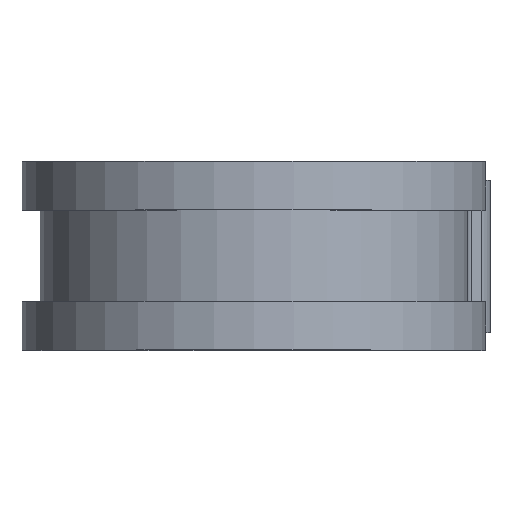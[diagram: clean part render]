
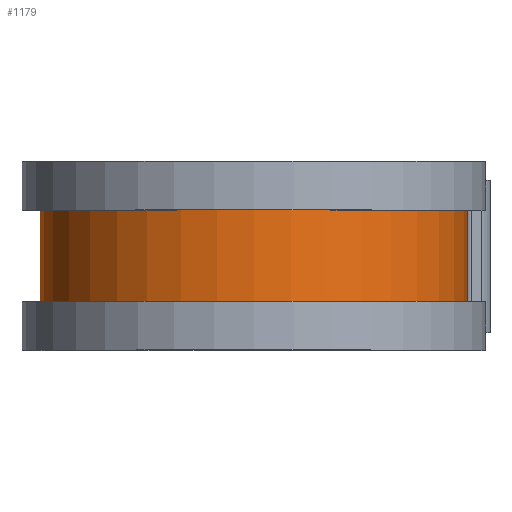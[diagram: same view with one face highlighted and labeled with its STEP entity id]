
A CAD part, top view. The second image highlights one B-rep face of the part: STEP entity #1179.
In plain terms, the highlighted cylindrical face has radius 17.818 mm (diameter 35.636 mm), a partial arc.
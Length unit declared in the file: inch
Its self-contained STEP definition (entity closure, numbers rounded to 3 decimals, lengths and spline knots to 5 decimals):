
#72 = CARTESIAN_POINT ( 'NONE',  ( 0.7015, 0.25, 0. ) ) ;
#77 = ORIENTED_EDGE ( 'NONE', *, *, #856, .T. ) ;
#124 = LINE ( 'NONE', #72, #1522 ) ;
#171 = CARTESIAN_POINT ( 'NONE',  ( 0., 0.25, -0.7015 ) ) ;
#283 = AXIS2_PLACEMENT_3D ( 'NONE', #1462, #674, #534 ) ;
#315 = DIRECTION ( 'NONE',  ( 0., -1., 0. ) ) ;
#330 = CARTESIAN_POINT ( 'NONE',  ( 0., 0.15, 0. ) ) ;
#340 = ORIENTED_EDGE ( 'NONE', *, *, #609, .F. ) ;
#355 = CARTESIAN_POINT ( 'NONE',  ( 0.7015, 0.15, 0. ) ) ;
#370 = CARTESIAN_POINT ( 'NONE',  ( 0., -0.15, 0. ) ) ;
#395 = LINE ( 'NONE', #171, #1726 ) ;
#415 = CIRCLE ( 'NONE', #858, 0.7015 ) ;
#443 = CARTESIAN_POINT ( 'NONE',  ( 0., -0.15, -0.7015 ) ) ;
#471 = DIRECTION ( 'NONE',  ( 0., 0., -1. ) ) ;
#501 = VERTEX_POINT ( 'NONE', #355 ) ;
#513 = DIRECTION ( 'NONE',  ( 0., 0., -1. ) ) ;
#522 = EDGE_CURVE ( 'NONE', #501, #1470, #124, .T. ) ;
#527 = AXIS2_PLACEMENT_3D ( 'NONE', #370, #1311, #513 ) ;
#534 = DIRECTION ( 'NONE',  ( 0., 0., -1. ) ) ;
#609 = EDGE_CURVE ( 'NONE', #1470, #1430, #785, .T. ) ;
#618 = FACE_OUTER_BOUND ( 'NONE', #822, .T. ) ;
#674 = DIRECTION ( 'NONE',  ( 0., -1., 0. ) ) ;
#785 = CIRCLE ( 'NONE', #527, 0.7015 ) ;
#822 = EDGE_LOOP ( 'NONE', ( #1168, #912, #77, #340 ) ) ;
#842 = CARTESIAN_POINT ( 'NONE',  ( 0.7015, -0.15, 0. ) ) ;
#856 = EDGE_CURVE ( 'NONE', #1210, #1430, #395, .T. ) ;
#858 = AXIS2_PLACEMENT_3D ( 'NONE', #330, #1275, #471 ) ;
#912 = ORIENTED_EDGE ( 'NONE', *, *, #1617, .T. ) ;
#932 = CYLINDRICAL_SURFACE ( 'NONE', #283, 0.7015 ) ;
#1168 = ORIENTED_EDGE ( 'NONE', *, *, #522, .F. ) ;
#1179 = ADVANCED_FACE ( 'NONE', ( #618 ), #932, .T. ) ;
#1210 = VERTEX_POINT ( 'NONE', #1467 ) ;
#1275 = DIRECTION ( 'NONE',  ( 0., -1., 0. ) ) ;
#1296 = DIRECTION ( 'NONE',  ( 0., -1., 0. ) ) ;
#1311 = DIRECTION ( 'NONE',  ( 0., -1., 0. ) ) ;
#1430 = VERTEX_POINT ( 'NONE', #443 ) ;
#1462 = CARTESIAN_POINT ( 'NONE',  ( 0., 0.25, 0. ) ) ;
#1467 = CARTESIAN_POINT ( 'NONE',  ( 0., 0.15, -0.7015 ) ) ;
#1470 = VERTEX_POINT ( 'NONE', #842 ) ;
#1522 = VECTOR ( 'NONE', #1296, 39.37008 ) ;
#1617 = EDGE_CURVE ( 'NONE', #501, #1210, #415, .T. ) ;
#1726 = VECTOR ( 'NONE', #315, 39.37008 ) ;
